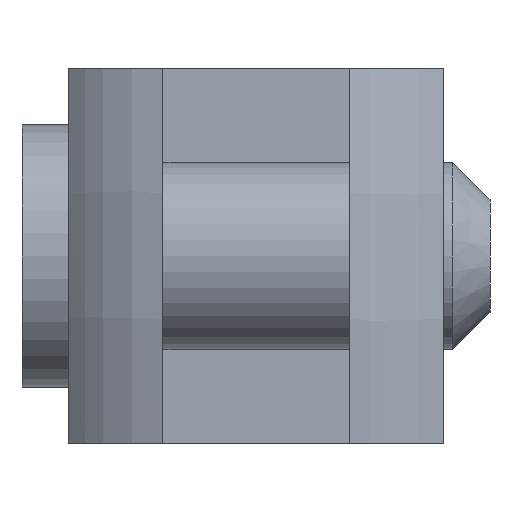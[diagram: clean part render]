
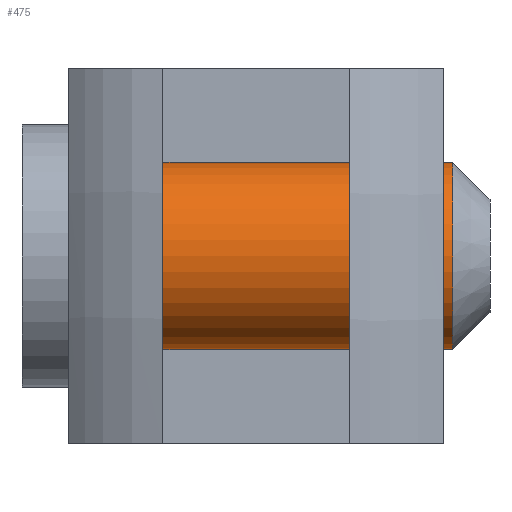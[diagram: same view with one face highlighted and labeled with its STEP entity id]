
A CAD part, front view. The second image highlights one B-rep face of the part: STEP entity #475.
In plain terms, the highlighted cylindrical face has radius 5 mm (diameter 10 mm), a partial arc.
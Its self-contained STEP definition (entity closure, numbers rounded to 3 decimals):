
#40 = VERTEX_POINT ( 'NONE', #3080 ) ;
#107 = CARTESIAN_POINT ( 'NONE',  ( 10.5, -54.5, -5. ) ) ;
#243 = CARTESIAN_POINT ( 'NONE',  ( -10., -54.5, 5. ) ) ;
#421 = ORIENTED_EDGE ( 'NONE', *, *, #1993, .T. ) ;
#475 = ADVANCED_FACE ( 'NONE', ( #2785 ), #3934, .T. ) ;
#625 = ORIENTED_EDGE ( 'NONE', *, *, #2580, .F. ) ;
#775 = DIRECTION ( 'NONE',  ( -1., 0., 0. ) ) ;
#904 = AXIS2_PLACEMENT_3D ( 'NONE', #2134, #775, #4051 ) ;
#923 = VECTOR ( 'NONE', #2344, 1000. ) ;
#1260 = CIRCLE ( 'NONE', #3568, 5. ) ;
#1338 = DIRECTION ( 'NONE',  ( 0., 0., 1. ) ) ;
#1539 = DIRECTION ( 'NONE',  ( -1., 0., 0. ) ) ;
#1773 = AXIS2_PLACEMENT_3D ( 'NONE', #2688, #2057, #1338 ) ;
#1818 = LINE ( 'NONE', #3844, #3427 ) ;
#1993 = EDGE_CURVE ( 'NONE', #3256, #3887, #1818, .T. ) ;
#2057 = DIRECTION ( 'NONE',  ( -1., 0., 0. ) ) ;
#2134 = CARTESIAN_POINT ( 'NONE',  ( 12.5, -54.5, 0. ) ) ;
#2199 = VERTEX_POINT ( 'NONE', #107 ) ;
#2240 = CARTESIAN_POINT ( 'NONE',  ( 10.5, -54.5, 5. ) ) ;
#2277 = DIRECTION ( 'NONE',  ( 0., 0., 1. ) ) ;
#2344 = DIRECTION ( 'NONE',  ( -1., 0., 0. ) ) ;
#2580 = EDGE_CURVE ( 'NONE', #40, #3887, #3099, .T. ) ;
#2593 = CARTESIAN_POINT ( 'NONE',  ( 10.5, -54.5, 0. ) ) ;
#2680 = EDGE_LOOP ( 'NONE', ( #2892, #3307, #421, #625 ) ) ;
#2688 = CARTESIAN_POINT ( 'NONE',  ( -10., -54.5, 0. ) ) ;
#2785 = FACE_OUTER_BOUND ( 'NONE', #2680, .T. ) ;
#2892 = ORIENTED_EDGE ( 'NONE', *, *, #3141, .F. ) ;
#3080 = CARTESIAN_POINT ( 'NONE',  ( -10., -54.5, -5. ) ) ;
#3099 = CIRCLE ( 'NONE', #1773, 5. ) ;
#3141 = EDGE_CURVE ( 'NONE', #2199, #40, #3575, .T. ) ;
#3256 = VERTEX_POINT ( 'NONE', #2240 ) ;
#3307 = ORIENTED_EDGE ( 'NONE', *, *, #3653, .T. ) ;
#3427 = VECTOR ( 'NONE', #1539, 1000. ) ;
#3568 = AXIS2_PLACEMENT_3D ( 'NONE', #2593, #4088, #2277 ) ;
#3575 = LINE ( 'NONE', #3856, #923 ) ;
#3653 = EDGE_CURVE ( 'NONE', #2199, #3256, #1260, .T. ) ;
#3844 = CARTESIAN_POINT ( 'NONE',  ( 12.5, -54.5, 5. ) ) ;
#3856 = CARTESIAN_POINT ( 'NONE',  ( 12.5, -54.5, -5. ) ) ;
#3887 = VERTEX_POINT ( 'NONE', #243 ) ;
#3934 = CYLINDRICAL_SURFACE ( 'NONE', #904, 5. ) ;
#4051 = DIRECTION ( 'NONE',  ( 0., 0., 1. ) ) ;
#4088 = DIRECTION ( 'NONE',  ( -1., 0., 0. ) ) ;
